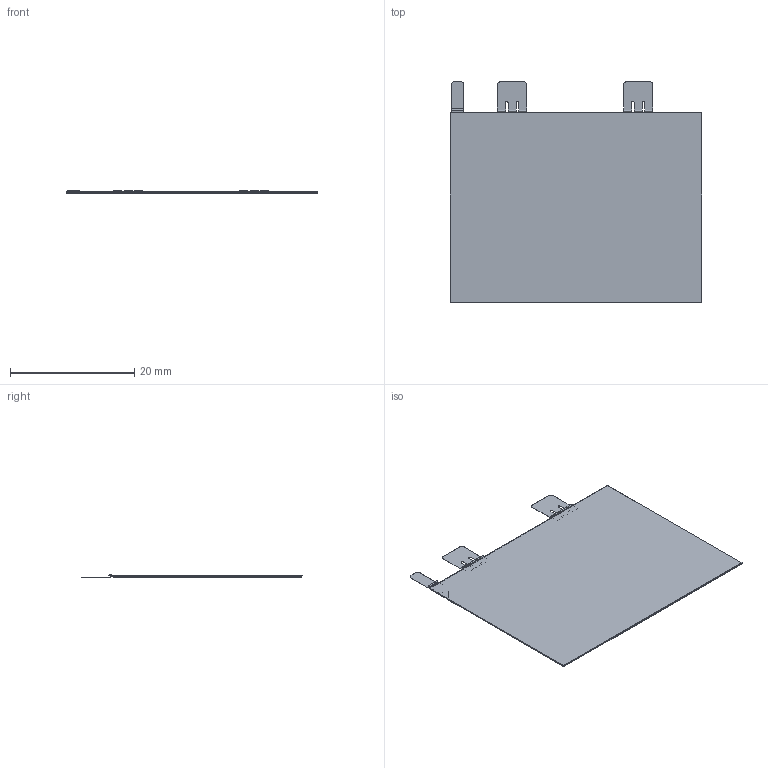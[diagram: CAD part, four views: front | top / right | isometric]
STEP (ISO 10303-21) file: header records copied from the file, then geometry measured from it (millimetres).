
FILE_DESCRIPTION (( 'STEP AP203' ), '1' );
FILE_NAME ('Lightricity_S3040_CIC.STEP', '2024-10-08T17:10:44', ( '' ), ( '' ), 'SwSTEP 2.0', 'SolidWorks 2023', '' );
FILE_SCHEMA (( 'CONFIG_CONTROL_DESIGN' ));
Length unit declared in the file: millimetre
Products named in the file (1): Lightricity_S3040_CIC
Bounding box: 40.5 x 35.5 x 0.44 mm (x, y, z)
Volume: 358.1 mm3; surface area: 7589.2 mm2
Topology: 8 solids, 8 shells, 188 faces, 516 edges, 344 vertices
Faces by surface type: plane 108, cylinder 80
Entity records: 6063 total; most frequent: DIRECTION 1054, CARTESIAN_POINT 1049, ORIENTED_EDGE 1032, EDGE_CURVE 516, LINE 356, VECTOR 356, AXIS2_PLACEMENT_3D 349, VERTEX_POINT 344
